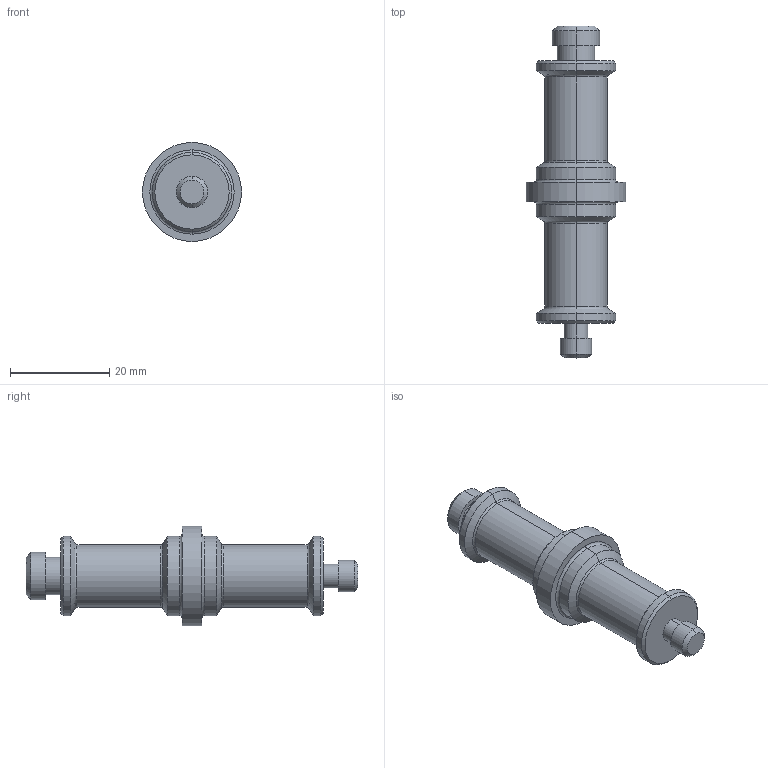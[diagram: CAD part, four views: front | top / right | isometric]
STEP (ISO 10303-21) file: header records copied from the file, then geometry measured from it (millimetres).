
FILE_DESCRIPTION (( 'STEP AP203' ), '1' );
FILE_NAME ('G1182.STEP', '2018-09-26T11:23:23', ( '' ), ( '' ), 'SwSTEP 2.0', 'SolidWorks 2016', '' );
FILE_SCHEMA (( 'CONFIG_CONTROL_DESIGN' ));
Length unit declared in the file: millimetre
Products named in the file (1): G1182
Bounding box: 20 x 67 x 20 mm (x, y, z)
Volume: 8854.3 mm3; surface area: 3430.1 mm2
Topology: 1 solids, 1 shells, 58 faces, 114 edges, 64 vertices
Faces by surface type: cylinder 22, cone 16, torus 12, plane 8
Entity records: 1563 total; most frequent: DIRECTION 308, CARTESIAN_POINT 237, ORIENTED_EDGE 228, AXIS2_PLACEMENT_3D 135, EDGE_CURVE 114, CIRCLE 76, VERTEX_POINT 64, EDGE_LOOP 64
